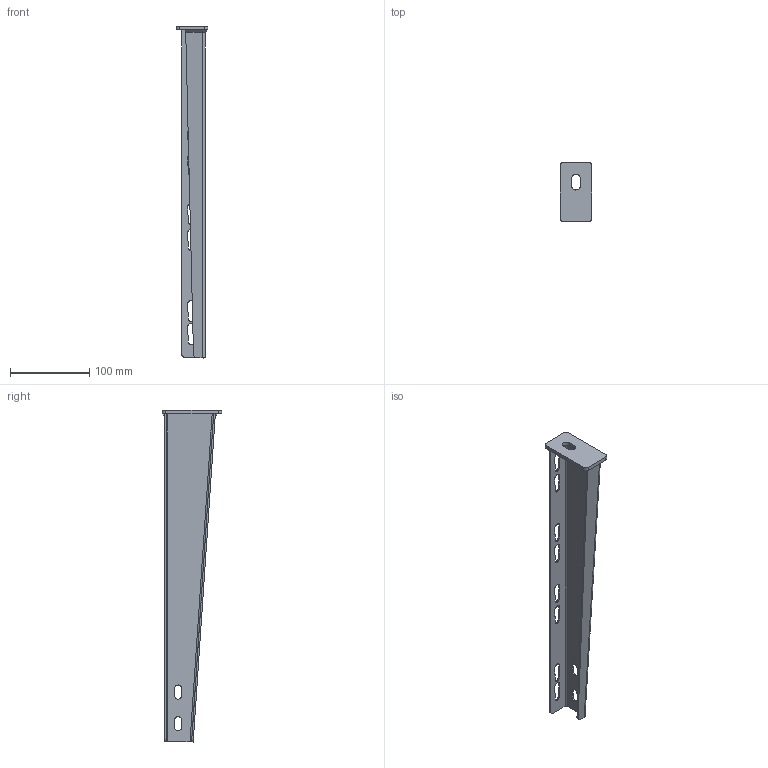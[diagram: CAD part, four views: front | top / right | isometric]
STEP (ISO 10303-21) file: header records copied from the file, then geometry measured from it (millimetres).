
FILE_DESCRIPTION((''),'2;1');
FILE_NAME('712040_ASM','2020-04-30T13:09:19',('tomasz.grudniewski'),(''),'CREO PARAMETRIC BY PTC INC, 2018400','CREO PARAMETRIC BY PTC INC, 2018400','');
FILE_SCHEMA(('CONFIG_CONTROL_DESIGN'));
Length unit declared in the file: millimetre
Products named in the file (3): PODSTAWA_40X75_PRT; WMCN_RAMIE_400_PRT; 712040_ASM
Assembly tree (2 placements, depth 2):
  712040_ASM
    PODSTAWA_40X75_PRT
    WMCN_RAMIE_400_PRT
Bounding box: 40 x 75 x 420.15 mm (x, y, z)
Volume: 87685.8 mm3; surface area: 84416.6 mm2
Topology: 2 solids, 3 shells, 115 faces, 318 edges, 208 vertices
Faces by surface type: plane 79, cylinder 32, bspline 3, cone 1
Entity records: 3863 total; most frequent: CARTESIAN_POINT 769, ORIENTED_EDGE 624, DIRECTION 609, EDGE_CURVE 318, VECTOR 249, LINE 249, VERTEX_POINT 208, AXIS2_PLACEMENT_3D 180
